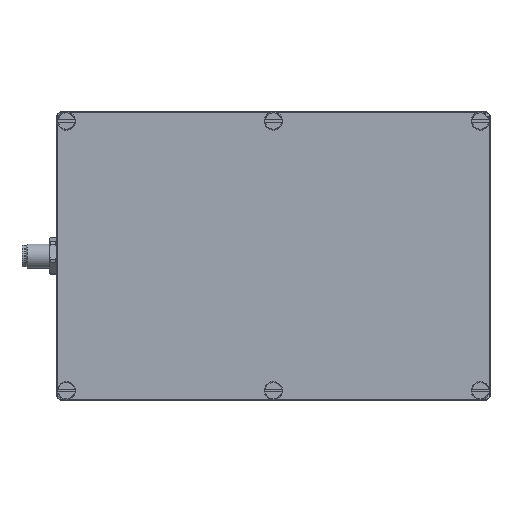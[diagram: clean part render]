
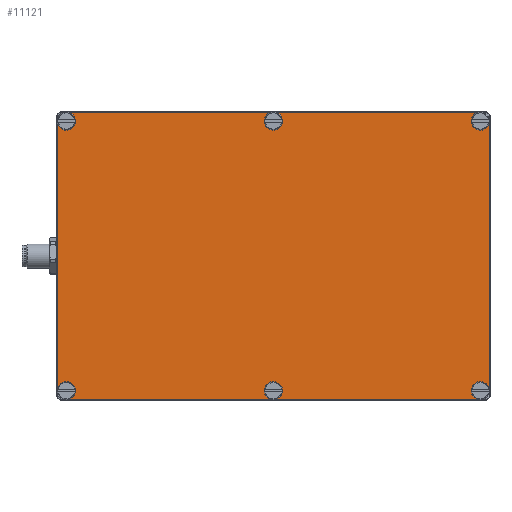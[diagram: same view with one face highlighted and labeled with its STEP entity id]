
A CAD part, top view. The second image highlights one B-rep face of the part: STEP entity #11121.
In plain terms, the highlighted planar face has unit normal (0, 0, 1).
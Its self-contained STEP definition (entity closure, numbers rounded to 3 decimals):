
#1454=FACE_OUTER_BOUND('',#2187,.T.);
#2187=EDGE_LOOP('',(#9518,#9519,#9520,#9521,#9522,#9523,#9524,#9525,#9526,
#9527,#9528,#9529));
#2210=CIRCLE('',#11156,1.9);
#2308=CIRCLE('',#11609,1.9);
#2317=CIRCLE('',#11627,1.9);
#2328=CIRCLE('',#11648,1.9);
#2336=CIRCLE('',#11680,1.9);
#2340=CIRCLE('',#11694,1.9);
#3197=LINE('',#22837,#4086);
#3198=LINE('',#22838,#4087);
#3205=LINE('',#22850,#4094);
#3211=LINE('',#22861,#4100);
#3213=LINE('',#22865,#4102);
#3221=LINE('',#22879,#4110);
#4086=VECTOR('',#13622,41.783);
#4087=VECTOR('',#13623,41.783);
#4094=VECTOR('',#13634,54.783);
#4100=VECTOR('',#13644,41.783);
#4102=VECTOR('',#13646,41.783);
#4110=VECTOR('',#13658,54.783);
#4128=VERTEX_POINT('',#13766);
#4129=VERTEX_POINT('',#13770);
#5052=VERTEX_POINT('',#22597);
#5054=VERTEX_POINT('',#22600);
#5068=VERTEX_POINT('',#22680);
#5069=VERTEX_POINT('',#22681);
#5076=VERTEX_POINT('',#22747);
#5077=VERTEX_POINT('',#22748);
#5095=VERTEX_POINT('',#22860);
#5096=VERTEX_POINT('',#22862);
#5097=VERTEX_POINT('',#22864);
#5101=VERTEX_POINT('',#22877);
#5150=EDGE_CURVE('',#4128,#4129,#2210,.T.);
#6481=EDGE_CURVE('',#5054,#5052,#2308,.T.);
#6502=EDGE_CURVE('',#5068,#5069,#2317,.T.);
#6526=EDGE_CURVE('',#5076,#5077,#2328,.T.);
#6542=EDGE_CURVE('',#4128,#5077,#3197,.T.);
#6543=EDGE_CURVE('',#5076,#5052,#3198,.T.);
#6550=EDGE_CURVE('',#5054,#5069,#3205,.T.);
#6556=EDGE_CURVE('',#5068,#5095,#3211,.T.);
#6558=EDGE_CURVE('',#5096,#5097,#3213,.T.);
#6566=EDGE_CURVE('',#5101,#4129,#3221,.T.);
#6576=EDGE_CURVE('',#5096,#5095,#2336,.T.);
#6588=EDGE_CURVE('',#5101,#5097,#2340,.T.);
#9518=ORIENTED_EDGE('',*,*,#6588,.T.);
#9519=ORIENTED_EDGE('',*,*,#6558,.F.);
#9520=ORIENTED_EDGE('',*,*,#6576,.T.);
#9521=ORIENTED_EDGE('',*,*,#6556,.F.);
#9522=ORIENTED_EDGE('',*,*,#6502,.T.);
#9523=ORIENTED_EDGE('',*,*,#6550,.F.);
#9524=ORIENTED_EDGE('',*,*,#6481,.T.);
#9525=ORIENTED_EDGE('',*,*,#6543,.F.);
#9526=ORIENTED_EDGE('',*,*,#6526,.T.);
#9527=ORIENTED_EDGE('',*,*,#6542,.F.);
#9528=ORIENTED_EDGE('',*,*,#5150,.T.);
#9529=ORIENTED_EDGE('',*,*,#6566,.F.);
#9903=PLANE('',#11693);
#11121=ADVANCED_FACE('',(#1454),#9903,.T.);
#11156=AXIS2_PLACEMENT_3D('',#13852,#11768,#11769);
#11609=AXIS2_PLACEMENT_3D('',#22601,#13486,#13487);
#11627=AXIS2_PLACEMENT_3D('',#22682,#13530,#13531);
#11648=AXIS2_PLACEMENT_3D('',#22768,#13581,#13582);
#11680=AXIS2_PLACEMENT_3D('',#22902,#13683,#13684);
#11693=AXIS2_PLACEMENT_3D('',#22963,#13713,#13714);
#11694=AXIS2_PLACEMENT_3D('',#22964,#13715,#13716);
#11768=DIRECTION('center_axis',(0.,0.,
-1.));
#11769=DIRECTION('ref_axis',(0.,1.,0.));
#13486=DIRECTION('center_axis',(0.,0.,
-1.));
#13487=DIRECTION('ref_axis',(0.,1.,0.));
#13530=DIRECTION('center_axis',(0.,0.,
-1.));
#13531=DIRECTION('ref_axis',(0.,1.,0.));
#13581=DIRECTION('center_axis',(0.,0.,
-1.));
#13582=DIRECTION('ref_axis',(0.,1.,0.));
#13622=DIRECTION('',(1.,0.,0.));
#13623=DIRECTION('',(1.,0.,0.));
#13634=DIRECTION('',(0.,-1.,0.));
#13644=DIRECTION('',(-1.,0.,0.));
#13646=DIRECTION('',(-1.,0.,0.));
#13658=DIRECTION('',(0.,1.,0.));
#13683=DIRECTION('center_axis',(0.,0.,
-1.));
#13684=DIRECTION('ref_axis',(0.,1.,0.));
#13713=DIRECTION('center_axis',(0.,0.,
1.));
#13714=DIRECTION('ref_axis',(1.,0.,0.));
#13715=DIRECTION('center_axis',(0.,0.,
-1.));
#13716=DIRECTION('ref_axis',(0.,1.,0.));
#13766=CARTESIAN_POINT('',(-42.392,29.8,18.));
#13770=CARTESIAN_POINT('',(-44.8,27.392,18.));
#13852=CARTESIAN_POINT('Origin',(-43.,28.,18.));
#22597=CARTESIAN_POINT('',(42.392,29.8,18.));
#22600=CARTESIAN_POINT('',(44.8,27.392,18.));
#22601=CARTESIAN_POINT('Origin',(43.,28.,18.));
#22680=CARTESIAN_POINT('',(42.392,-29.8,18.));
#22681=CARTESIAN_POINT('',(44.8,-27.392,18.));
#22682=CARTESIAN_POINT('Origin',(43.,-28.,18.));
#22747=CARTESIAN_POINT('',(0.608,29.8,18.));
#22748=CARTESIAN_POINT('',(-0.608,29.8,18.));
#22768=CARTESIAN_POINT('Origin',(0.,28.,18.));
#22837=CARTESIAN_POINT('',(44.8,29.8,18.));
#22838=CARTESIAN_POINT('',(44.8,29.8,18.));
#22850=CARTESIAN_POINT('',(44.8,-29.8,18.));
#22860=CARTESIAN_POINT('',(0.608,-29.8,18.));
#22861=CARTESIAN_POINT('',(-44.8,-29.8,18.));
#22862=CARTESIAN_POINT('',(-0.608,-29.8,18.));
#22864=CARTESIAN_POINT('',(-42.392,-29.8,18.));
#22865=CARTESIAN_POINT('',(-44.8,-29.8,18.));
#22877=CARTESIAN_POINT('',(-44.8,-27.392,18.));
#22879=CARTESIAN_POINT('',(-44.8,29.8,18.));
#22902=CARTESIAN_POINT('Origin',(0.,-28.,18.));
#22963=CARTESIAN_POINT('Origin',(0.,14.9,18.));
#22964=CARTESIAN_POINT('Origin',(-43.,-28.,18.));
